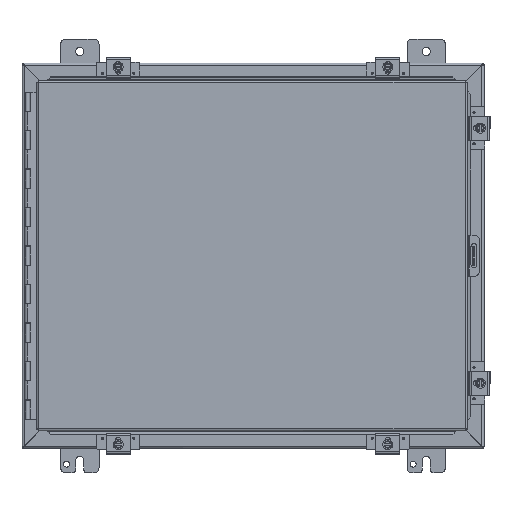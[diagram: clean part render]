
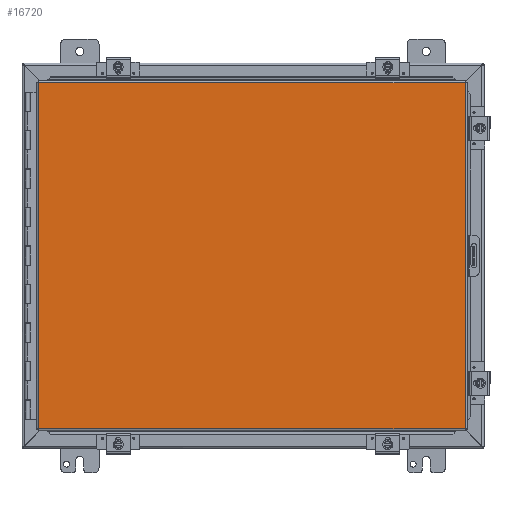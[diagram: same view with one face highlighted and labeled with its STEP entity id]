
A CAD part, top view. The second image highlights one B-rep face of the part: STEP entity #16720.
In plain terms, the highlighted face is planar.
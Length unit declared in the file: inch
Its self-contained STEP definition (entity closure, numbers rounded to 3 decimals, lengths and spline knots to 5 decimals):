
#38 = CARTESIAN_POINT ( 'NONE',  ( 0., 0., 0. ) ) ;
#663 = LINE ( 'NONE', #29893, #46844 ) ;
#852 = DIRECTION ( 'NONE',  ( 0., 1., 0. ) ) ;
#1287 = DIRECTION ( 'NONE',  ( 0., -1., 0. ) ) ;
#1386 = CARTESIAN_POINT ( 'NONE',  ( -11.08225, -8.9885, 0. ) ) ;
#3654 = DIRECTION ( 'NONE',  ( 1., 0., 0. ) ) ;
#5509 = VECTOR ( 'NONE', #24626, 39.37008 ) ;
#5862 = EDGE_CURVE ( 'NONE', #26825, #41538, #43237, .T. ) ;
#10854 = ORIENTED_EDGE ( 'NONE', *, *, #15280, .T. ) ;
#14506 = CARTESIAN_POINT ( 'NONE',  ( -11.08225, 8.9885, 0. ) ) ;
#15280 = EDGE_CURVE ( 'NONE', #19959, #21308, #663, .T. ) ;
#16720 = ADVANCED_FACE ( 'NONE', ( #22556 ), #25321, .F. ) ;
#17078 = AXIS2_PLACEMENT_3D ( 'NONE', #38, #25470, #3654 ) ;
#17145 = LINE ( 'NONE', #33665, #24599 ) ;
#18484 = EDGE_CURVE ( 'NONE', #21308, #26825, #17145, .T. ) ;
#19959 = VERTEX_POINT ( 'NONE', #31078 ) ;
#20654 = ORIENTED_EDGE ( 'NONE', *, *, #18484, .T. ) ;
#20701 = EDGE_CURVE ( 'NONE', #41538, #19959, #22540, .T. ) ;
#21308 = VERTEX_POINT ( 'NONE', #1386 ) ;
#22540 = LINE ( 'NONE', #23071, #42041 ) ;
#22556 = FACE_OUTER_BOUND ( 'NONE', #24878, .T. ) ;
#23071 = CARTESIAN_POINT ( 'NONE',  ( 11.08225, 8.9885, 0. ) ) ;
#24525 = CARTESIAN_POINT ( 'NONE',  ( -11.08225, 8.9885, 0. ) ) ;
#24599 = VECTOR ( 'NONE', #852, 39.37008 ) ;
#24626 = DIRECTION ( 'NONE',  ( 1., 0., 0. ) ) ;
#24878 = EDGE_LOOP ( 'NONE', ( #20654, #40125, #37593, #10854 ) ) ;
#25321 = PLANE ( 'NONE',  #17078 ) ;
#25470 = DIRECTION ( 'NONE',  ( 0., 0., 1. ) ) ;
#26825 = VERTEX_POINT ( 'NONE', #14506 ) ;
#29893 = CARTESIAN_POINT ( 'NONE',  ( 11.08225, -8.9885, 0. ) ) ;
#31078 = CARTESIAN_POINT ( 'NONE',  ( 11.08225, -8.9885, 0. ) ) ;
#33572 = DIRECTION ( 'NONE',  ( -1., 0., 0. ) ) ;
#33665 = CARTESIAN_POINT ( 'NONE',  ( -11.08225, -8.9885, 0. ) ) ;
#37593 = ORIENTED_EDGE ( 'NONE', *, *, #20701, .T. ) ;
#40125 = ORIENTED_EDGE ( 'NONE', *, *, #5862, .T. ) ;
#41538 = VERTEX_POINT ( 'NONE', #44397 ) ;
#42041 = VECTOR ( 'NONE', #1287, 39.37008 ) ;
#43237 = LINE ( 'NONE', #24525, #5509 ) ;
#44397 = CARTESIAN_POINT ( 'NONE',  ( 11.08225, 8.9885, 0. ) ) ;
#46844 = VECTOR ( 'NONE', #33572, 39.37008 ) ;
